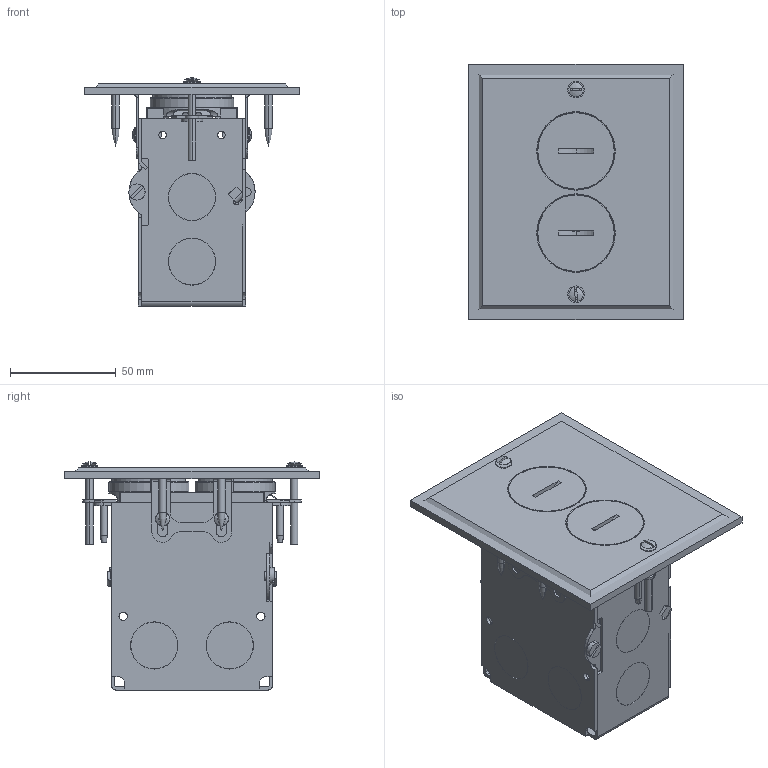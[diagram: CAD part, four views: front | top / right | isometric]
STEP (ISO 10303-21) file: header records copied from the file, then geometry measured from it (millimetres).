
FILE_DESCRIPTION (( 'STEP AP214' ), '1' );
FILE_NAME ('CATSTD-25249-XXX.STEP', '2023-01-03T20:49:43', ( '' ), ( '' ), 'SwSTEP 2.0', 'SolidWorks 2020', '' );
FILE_SCHEMA (( 'AUTOMOTIVE_DESIGN' ));
Length unit declared in the file: inch
Products named in the file (1): CATSTD-25249-XXX
Bounding box: 101.5 x 120.65 x 107.93 mm (x, y, z)
Surface area: 107915 mm2 (no closed solid volume)
Topology: 0 solids, 45 shells, 516 faces, 2057 edges, 1548 vertices
Faces by surface type: plane 249, cylinder 208, torus 23, cone 16, bspline 16, sphere 4
Entity records: 28836 total; most frequent: CARTESIAN_POINT 5148, DIRECTION 3558, ORIENTED_EDGE 3093, EDGE_CURVE 2045, VERTEX_POINT 1548, VECTOR 1202, LINE 1202, AXIS2_PLACEMENT_3D 1178
